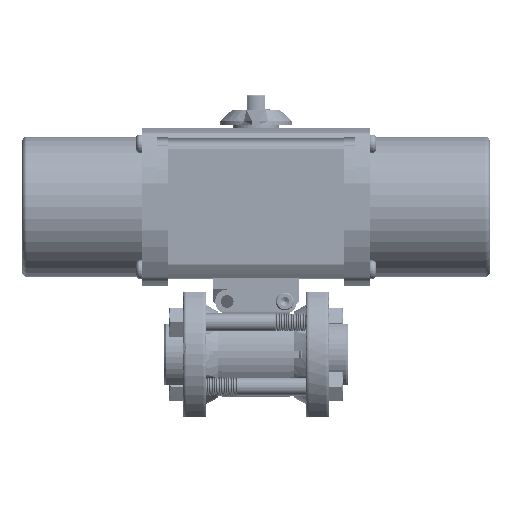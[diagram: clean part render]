
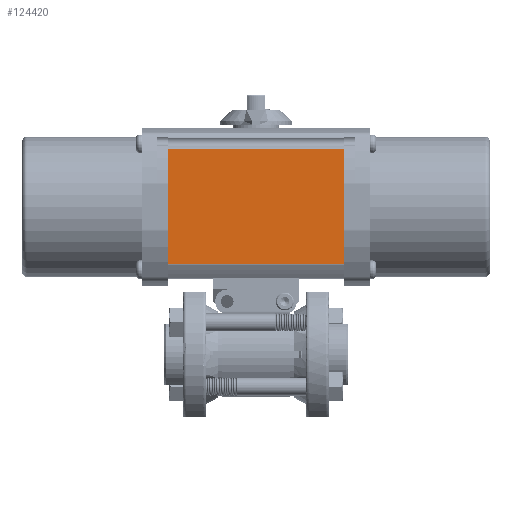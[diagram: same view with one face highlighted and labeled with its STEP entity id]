
A CAD part, top view. The second image highlights one B-rep face of the part: STEP entity #124420.
In plain terms, the highlighted planar face has unit normal (0, 0, 1).
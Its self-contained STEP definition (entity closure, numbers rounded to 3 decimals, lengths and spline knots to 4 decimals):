
#10999 = CARTESIAN_POINT ( 'NONE',  ( 1.5275, 3.5694, 1.17 ) ) ;
#13365 = EDGE_CURVE ( 'NONE', #141759, #131411, #24583, .T. ) ;
#20074 = VECTOR ( 'NONE', #107510, 39.3701 ) ;
#24235 = ORIENTED_EDGE ( 'NONE', *, *, #90662, .T. ) ;
#24583 = LINE ( 'NONE', #107766, #20074 ) ;
#27063 = CARTESIAN_POINT ( 'NONE',  ( -1.5275, 3.5621, 1.17 ) ) ;
#32865 = LINE ( 'NONE', #116598, #100382 ) ;
#36712 = VECTOR ( 'NONE', #155200, 39.3701 ) ;
#39731 = VECTOR ( 'NONE', #141074, 39.3701 ) ;
#40458 = CARTESIAN_POINT ( 'NONE',  ( -5.0403, 1.5679, 1.17 ) ) ;
#41224 = LINE ( 'NONE', #10999, #36712 ) ;
#59962 = VERTEX_POINT ( 'NONE', #144557 ) ;
#66912 = CARTESIAN_POINT ( 'NONE',  ( -5.0403, 3.5694, 1.17 ) ) ;
#67617 = AXIS2_PLACEMENT_3D ( 'NONE', #66912, #182122, #95847 ) ;
#69569 = EDGE_LOOP ( 'NONE', ( #128728, #24235, #121078, #112344 ) ) ;
#71750 = CARTESIAN_POINT ( 'NONE',  ( 1.5275, 3.5621, 1.17 ) ) ;
#80765 = PLANE ( 'NONE',  #67617 ) ;
#82506 = LINE ( 'NONE', #40458, #39731 ) ;
#88432 = EDGE_CURVE ( 'NONE', #97522, #59962, #41224, .T. ) ;
#90662 = EDGE_CURVE ( 'NONE', #97522, #131411, #32865, .T. ) ;
#95847 = DIRECTION ( 'NONE',  ( 0., -1., 0. ) ) ;
#97522 = VERTEX_POINT ( 'NONE', #71750 ) ;
#99929 = EDGE_CURVE ( 'NONE', #141759, #59962, #82506, .T. ) ;
#100382 = VECTOR ( 'NONE', #145524, 39.3701 ) ;
#107510 = DIRECTION ( 'NONE',  ( 0., 1., 0. ) ) ;
#107766 = CARTESIAN_POINT ( 'NONE',  ( -1.5275, 3.5694, 1.17 ) ) ;
#112344 = ORIENTED_EDGE ( 'NONE', *, *, #99929, .T. ) ;
#116598 = CARTESIAN_POINT ( 'NONE',  ( -5.0403, 3.5621, 1.17 ) ) ;
#121078 = ORIENTED_EDGE ( 'NONE', *, *, #13365, .F. ) ;
#121449 = FACE_OUTER_BOUND ( 'NONE', #69569, .T. ) ;
#124420 = ADVANCED_FACE ( 'NONE', ( #121449 ), #80765, .F. ) ;
#128728 = ORIENTED_EDGE ( 'NONE', *, *, #88432, .F. ) ;
#131411 = VERTEX_POINT ( 'NONE', #27063 ) ;
#141074 = DIRECTION ( 'NONE',  ( 1., 0., 0. ) ) ;
#141759 = VERTEX_POINT ( 'NONE', #153382 ) ;
#144557 = CARTESIAN_POINT ( 'NONE',  ( 1.5275, 1.5679, 1.17 ) ) ;
#145524 = DIRECTION ( 'NONE',  ( -1., 0., 0. ) ) ;
#153382 = CARTESIAN_POINT ( 'NONE',  ( -1.5275, 1.5679, 1.17 ) ) ;
#155200 = DIRECTION ( 'NONE',  ( 0., -1., 0. ) ) ;
#182122 = DIRECTION ( 'NONE',  ( 0., 0., -1. ) ) ;
